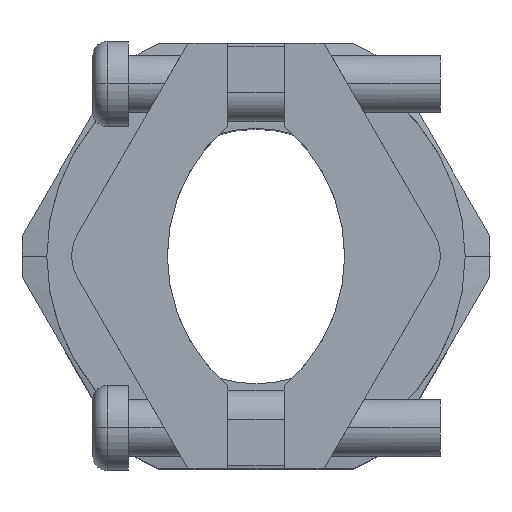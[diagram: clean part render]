
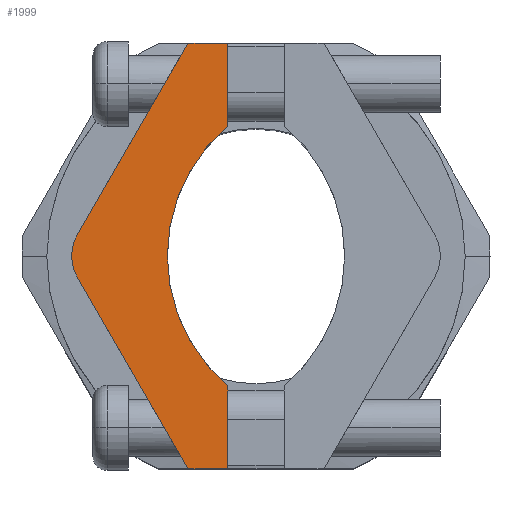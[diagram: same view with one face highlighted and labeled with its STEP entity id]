
A CAD part, top view. The second image highlights one B-rep face of the part: STEP entity #1999.
In plain terms, the highlighted planar face has unit normal (0, 0, 1).
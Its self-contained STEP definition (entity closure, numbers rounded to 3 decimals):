
#29 = EDGE_CURVE ( 'NONE', #937, #943, #3961, .T. ) ;
#33 = EDGE_CURVE ( 'NONE', #1003, #936, #3985, .T. ) ;
#135 = CARTESIAN_POINT ( 'NONE',  ( -2., -14.75, 38.5 ) ) ;
#137 = CARTESIAN_POINT ( 'NONE',  ( -2., -15., 38.5 ) ) ;
#143 = CARTESIAN_POINT ( 'NONE',  ( -2., -10.177, 38.5 ) ) ;
#144 = CARTESIAN_POINT ( 'NONE',  ( -2., -9.162, 38.5 ) ) ;
#164 = CARTESIAN_POINT ( 'NONE',  ( -2., 10.177, 38.5 ) ) ;
#165 = CARTESIAN_POINT ( 'NONE',  ( -2., 14.75, 38.5 ) ) ;
#171 = CARTESIAN_POINT ( 'NONE',  ( -2., 15., 38.5 ) ) ;
#198 = CARTESIAN_POINT ( 'NONE',  ( -12.598, -1.5, 38.5 ) ) ;
#231 = CARTESIAN_POINT ( 'NONE',  ( -2., 9.162, 38.5 ) ) ;
#246 = CARTESIAN_POINT ( 'NONE',  ( -4.804, -15., 38.5 ) ) ;
#247 = CARTESIAN_POINT ( 'NONE',  ( -4.804, 15., 38.5 ) ) ;
#248 = CARTESIAN_POINT ( 'NONE',  ( -12.598, 1.5, 38.5 ) ) ;
#251 = CARTESIAN_POINT ( 'NONE',  ( -13., 0., 38.5 ) ) ;
#375 = CIRCLE ( 'NONE', #563, 12. ) ;
#376 = CIRCLE ( 'NONE', #570, 3. ) ;
#464 = AXIS2_PLACEMENT_3D ( 'NONE', #2847, #2848, #2849 ) ;
#471 = AXIS2_PLACEMENT_3D ( 'NONE', #2835, #2836, #2837 ) ;
#563 = AXIS2_PLACEMENT_3D ( 'NONE', #1362, #1384, #1385 ) ;
#565 = VECTOR ( 'NONE', #1380, 1000. ) ;
#568 = VECTOR ( 'NONE', #1394, 1000. ) ;
#570 = AXIS2_PLACEMENT_3D ( 'NONE', #1402, #1406, #1407 ) ;
#571 = VECTOR ( 'NONE', #1405, 1000. ) ;
#573 = VECTOR ( 'NONE', #1415, 1000. ) ;
#574 = VECTOR ( 'NONE', #1418, 1000. ) ;
#575 = VECTOR ( 'NONE', #1421, 1000. ) ;
#907 = VERTEX_POINT ( 'NONE', #135 ) ;
#909 = VERTEX_POINT ( 'NONE', #137 ) ;
#915 = VERTEX_POINT ( 'NONE', #143 ) ;
#916 = VERTEX_POINT ( 'NONE', #144 ) ;
#936 = VERTEX_POINT ( 'NONE', #164 ) ;
#937 = VERTEX_POINT ( 'NONE', #165 ) ;
#943 = VERTEX_POINT ( 'NONE', #171 ) ;
#970 = VERTEX_POINT ( 'NONE', #198 ) ;
#1003 = VERTEX_POINT ( 'NONE', #231 ) ;
#1018 = VERTEX_POINT ( 'NONE', #246 ) ;
#1019 = VERTEX_POINT ( 'NONE', #247 ) ;
#1020 = VERTEX_POINT ( 'NONE', #248 ) ;
#1023 = VERTEX_POINT ( 'NONE', #251 ) ;
#1250 = AXIS2_PLACEMENT_3D ( 'NONE', #2699, #2700, #2701 ) ;
#1254 = FACE_OUTER_BOUND ( 'NONE', #3860, .T. ) ;
#1362 = CARTESIAN_POINT ( 'NONE',  ( 5.75, 0., 38.5 ) ) ;
#1378 = LINE ( 'NONE', #1379, #565 ) ;
#1379 = CARTESIAN_POINT ( 'NONE',  ( -2., -15., 38.5 ) ) ;
#1380 = DIRECTION ( 'NONE',  ( 1., 0., 0. ) ) ;
#1384 = DIRECTION ( 'NONE',  ( 0., 0., -1. ) ) ;
#1385 = DIRECTION ( 'NONE',  ( 1., 0., 0. ) ) ;
#1392 = LINE ( 'NONE', #1393, #568 ) ;
#1393 = CARTESIAN_POINT ( 'NONE',  ( -2., 15., 38.5 ) ) ;
#1394 = DIRECTION ( 'NONE',  ( -1., 0., 0. ) ) ;
#1402 = CARTESIAN_POINT ( 'NONE',  ( -10., 0., 38.5 ) ) ;
#1403 = LINE ( 'NONE', #1404, #571 ) ;
#1404 = CARTESIAN_POINT ( 'NONE',  ( -4.804, 15., 38.5 ) ) ;
#1405 = DIRECTION ( 'NONE',  ( -0.5, -0.866, 0. ) ) ;
#1406 = DIRECTION ( 'NONE',  ( 0., 0., 1. ) ) ;
#1407 = DIRECTION ( 'NONE',  ( 1., 0., 0. ) ) ;
#1413 = LINE ( 'NONE', #1414, #573 ) ;
#1414 = CARTESIAN_POINT ( 'NONE',  ( -4.804, -15., 38.5 ) ) ;
#1415 = DIRECTION ( 'NONE',  ( 0.5, -0.866, 0. ) ) ;
#1416 = LINE ( 'NONE', #1417, #574 ) ;
#1417 = CARTESIAN_POINT ( 'NONE',  ( -2., -9.162, 38.5 ) ) ;
#1418 = DIRECTION ( 'NONE',  ( 0., 1., 0. ) ) ;
#1419 = LINE ( 'NONE', #1420, #575 ) ;
#1420 = CARTESIAN_POINT ( 'NONE',  ( -2., 9.162, 38.5 ) ) ;
#1421 = DIRECTION ( 'NONE',  ( 0., 1., 0. ) ) ;
#1532 = VECTOR ( 'NONE', #2932, 1000. ) ;
#1543 = VECTOR ( 'NONE', #2917, 1000. ) ;
#1999 = ADVANCED_FACE ( 'NONE', ( #1254 ), #2698, .T. ) ;
#2169 = CIRCLE ( 'NONE', #471, 12. ) ;
#2171 = CIRCLE ( 'NONE', #464, 3. ) ;
#2280 = EDGE_CURVE ( 'NONE', #4028, #1003, #2169, .T. ) ;
#2284 = EDGE_CURVE ( 'NONE', #1023, #970, #2171, .T. ) ;
#2604 = CARTESIAN_POINT ( 'NONE',  ( -6.25, 0., 38.5 ) ) ;
#2612 = EDGE_CURVE ( 'NONE', #915, #916, #2915, .T. ) ;
#2617 = EDGE_CURVE ( 'NONE', #909, #907, #2930, .T. ) ;
#2698 = PLANE ( 'NONE',  #1250 ) ;
#2699 = CARTESIAN_POINT ( 'NONE',  ( -10., 0., 38.5 ) ) ;
#2700 = DIRECTION ( 'NONE',  ( 0., 0., 1. ) ) ;
#2701 = DIRECTION ( 'NONE',  ( 1., 0., 0. ) ) ;
#2835 = CARTESIAN_POINT ( 'NONE',  ( 5.75, 0., 38.5 ) ) ;
#2836 = DIRECTION ( 'NONE',  ( 0., 0., -1. ) ) ;
#2837 = DIRECTION ( 'NONE',  ( 1., 0., 0. ) ) ;
#2847 = CARTESIAN_POINT ( 'NONE',  ( -10., 0., 38.5 ) ) ;
#2848 = DIRECTION ( 'NONE',  ( 0., 0., 1. ) ) ;
#2849 = DIRECTION ( 'NONE',  ( 1., 0., 0. ) ) ;
#2915 = LINE ( 'NONE', #2916, #1543 ) ;
#2916 = CARTESIAN_POINT ( 'NONE',  ( -2., -9.162, 38.5 ) ) ;
#2917 = DIRECTION ( 'NONE',  ( 0., 1., 0. ) ) ;
#2930 = LINE ( 'NONE', #2931, #1532 ) ;
#2931 = CARTESIAN_POINT ( 'NONE',  ( -2., -9.162, 38.5 ) ) ;
#2932 = DIRECTION ( 'NONE',  ( 0., 1., 0. ) ) ;
#2970 = ORIENTED_EDGE ( 'NONE', *, *, #4614, .T. ) ;
#2971 = ORIENTED_EDGE ( 'NONE', *, *, #2284, .T. ) ;
#2972 = ORIENTED_EDGE ( 'NONE', *, *, #4612, .T. ) ;
#2973 = ORIENTED_EDGE ( 'NONE', *, *, #4608, .T. ) ;
#2974 = ORIENTED_EDGE ( 'NONE', *, *, #29, .T. ) ;
#2975 = ORIENTED_EDGE ( 'NONE', *, *, #4611, .T. ) ;
#2976 = ORIENTED_EDGE ( 'NONE', *, *, #4616, .T. ) ;
#2977 = ORIENTED_EDGE ( 'NONE', *, *, #33, .T. ) ;
#2978 = ORIENTED_EDGE ( 'NONE', *, *, #4605, .T. ) ;
#2979 = ORIENTED_EDGE ( 'NONE', *, *, #2612, .T. ) ;
#2980 = ORIENTED_EDGE ( 'NONE', *, *, #2280, .T. ) ;
#2981 = ORIENTED_EDGE ( 'NONE', *, *, #4615, .T. ) ;
#2982 = ORIENTED_EDGE ( 'NONE', *, *, #2617, .T. ) ;
#2983 = ORIENTED_EDGE ( 'NONE', *, *, #4603, .T. ) ;
#3699 = VECTOR ( 'NONE', #3989, 1000. ) ;
#3707 = VECTOR ( 'NONE', #3965, 1000. ) ;
#3860 = EDGE_LOOP ( 'NONE', ( #2983, #2982, #2981, #2979, #2978, #2980, #2977, #2976, #2974, #2973, #2975, #2972, #2971, #2970 ) ) ;
#3961 = LINE ( 'NONE', #3963, #3707 ) ;
#3963 = CARTESIAN_POINT ( 'NONE',  ( -2., 9.162, 38.5 ) ) ;
#3965 = DIRECTION ( 'NONE',  ( 0., 1., 0. ) ) ;
#3985 = LINE ( 'NONE', #3987, #3699 ) ;
#3987 = CARTESIAN_POINT ( 'NONE',  ( -2., 9.162, 38.5 ) ) ;
#3989 = DIRECTION ( 'NONE',  ( 0., 1., 0. ) ) ;
#4028 = VERTEX_POINT ( 'NONE', #2604 ) ;
#4603 = EDGE_CURVE ( 'NONE', #1018, #909, #1378, .T. ) ;
#4605 = EDGE_CURVE ( 'NONE', #916, #4028, #375, .T. ) ;
#4608 = EDGE_CURVE ( 'NONE', #943, #1019, #1392, .T. ) ;
#4611 = EDGE_CURVE ( 'NONE', #1019, #1020, #1403, .T. ) ;
#4612 = EDGE_CURVE ( 'NONE', #1020, #1023, #376, .T. ) ;
#4614 = EDGE_CURVE ( 'NONE', #970, #1018, #1413, .T. ) ;
#4615 = EDGE_CURVE ( 'NONE', #907, #915, #1416, .T. ) ;
#4616 = EDGE_CURVE ( 'NONE', #936, #937, #1419, .T. ) ;
